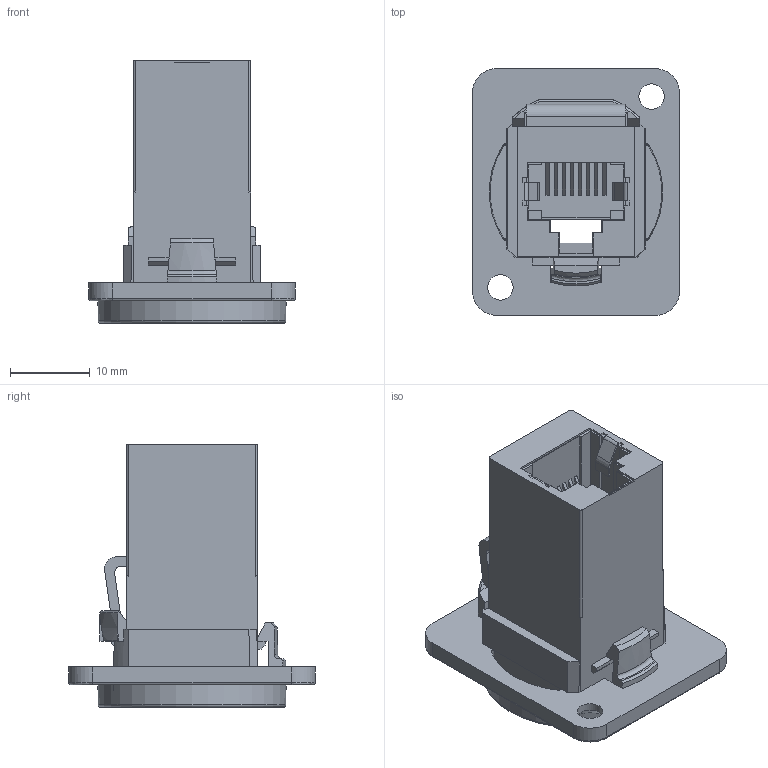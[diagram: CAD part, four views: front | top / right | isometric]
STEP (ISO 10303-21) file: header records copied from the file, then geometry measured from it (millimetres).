
FILE_DESCRIPTION(/* description */ (''),/* implementation_level */ '2;1');
FILE_NAME(/* name */ 'CP30220S CAT5 CSK.stp',/* time_stamp */ '2025-03-28T14:46:42Z',/* author */ ('tottley'),/* organization */ (''),/* preprocessor_version */ 'ST-DEVELOPER v20',/* originating_system */ 'Autodesk Inventor 2025',/* authorisation */ '');
FILE_SCHEMA (('AUTOMOTIVE_DESIGN { 1 0 10303 214 3 1 1 }'));
Length unit declared in the file: millimetre
Products named in the file (1): CP30220SXW CAT5 2.5 hole
Bounding box: 26 x 31 x 33 mm (x, y, z)
Volume: 7053.5 mm3; surface area: 7085.2 mm2
Topology: 1 solids, 3 shells, 523 faces, 1512 edges, 998 vertices
Faces by surface type: plane 400, bspline 57, cylinder 46, cone 12, torus 8
Full cylindrical faces by diameter (mm): 3.2 x2
Entity records: 18671 total; most frequent: CARTESIAN_POINT 4552, ORIENTED_EDGE 3024, DIRECTION 2458, EDGE_CURVE 1512, LINE 1228, VECTOR 1228, VERTEX_POINT 998, AXIS2_PLACEMENT_3D 615
